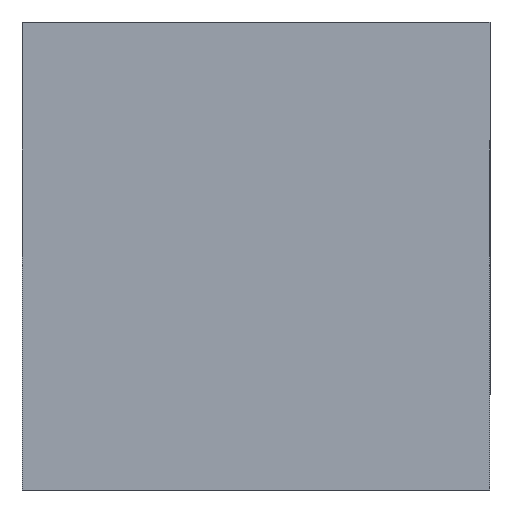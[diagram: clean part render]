
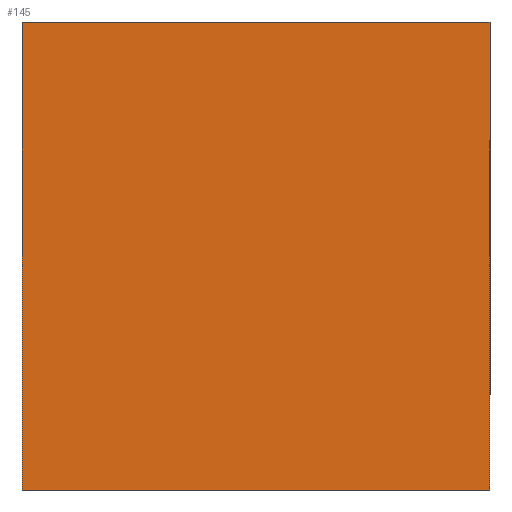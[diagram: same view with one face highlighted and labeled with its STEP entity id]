
A CAD part, front view. The second image highlights one B-rep face of the part: STEP entity #145.
In plain terms, the highlighted planar face has unit normal (0, -1, 0).
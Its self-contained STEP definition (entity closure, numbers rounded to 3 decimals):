
#5 = VERTEX_POINT ( 'NONE', #57 ) ;
#20 = CARTESIAN_POINT ( 'NONE',  ( -12.25, 0., 12.25 ) ) ;
#26 = VECTOR ( 'NONE', #255, 1000. ) ;
#39 = CARTESIAN_POINT ( 'NONE',  ( -12.25, 0., -12.25 ) ) ;
#43 = DIRECTION ( 'NONE',  ( -1., 0., 0. ) ) ;
#49 = VECTOR ( 'NONE', #43, 1000. ) ;
#57 = CARTESIAN_POINT ( 'NONE',  ( 12.25, 0., -12.25 ) ) ;
#58 = VERTEX_POINT ( 'NONE', #60 ) ;
#60 = CARTESIAN_POINT ( 'NONE',  ( 12.25, 0., 12.25 ) ) ;
#63 = EDGE_LOOP ( 'NONE', ( #185, #163, #237, #117 ) ) ;
#66 = DIRECTION ( 'NONE',  ( 0., 0., 1. ) ) ;
#71 = CARTESIAN_POINT ( 'NONE',  ( -12.25, 0., -12.25 ) ) ;
#73 = LINE ( 'NONE', #71, #49 ) ;
#85 = VERTEX_POINT ( 'NONE', #197 ) ;
#98 = LINE ( 'NONE', #20, #26 ) ;
#112 = EDGE_CURVE ( 'NONE', #143, #85, #123, .T. ) ;
#117 = ORIENTED_EDGE ( 'NONE', *, *, #196, .F. ) ;
#123 = LINE ( 'NONE', #39, #164 ) ;
#127 = VECTOR ( 'NONE', #224, 1000. ) ;
#138 = AXIS2_PLACEMENT_3D ( 'NONE', #290, #316, #66 ) ;
#143 = VERTEX_POINT ( 'NONE', #148 ) ;
#145 = ADVANCED_FACE ( 'NONE', ( #153 ), #315, .F. ) ;
#148 = CARTESIAN_POINT ( 'NONE',  ( -12.25, 0., -12.25 ) ) ;
#149 = DIRECTION ( 'NONE',  ( 0., 0., 1. ) ) ;
#153 = FACE_OUTER_BOUND ( 'NONE', #63, .T. ) ;
#157 = CARTESIAN_POINT ( 'NONE',  ( 12.25, 0., -12.25 ) ) ;
#163 = ORIENTED_EDGE ( 'NONE', *, *, #317, .F. ) ;
#164 = VECTOR ( 'NONE', #149, 1000. ) ;
#185 = ORIENTED_EDGE ( 'NONE', *, *, #246, .F. ) ;
#196 = EDGE_CURVE ( 'NONE', #5, #143, #73, .T. ) ;
#197 = CARTESIAN_POINT ( 'NONE',  ( -12.25, 0., 12.25 ) ) ;
#224 = DIRECTION ( 'NONE',  ( 0., 0., -1. ) ) ;
#237 = ORIENTED_EDGE ( 'NONE', *, *, #112, .F. ) ;
#246 = EDGE_CURVE ( 'NONE', #58, #5, #252, .T. ) ;
#252 = LINE ( 'NONE', #157, #127 ) ;
#255 = DIRECTION ( 'NONE',  ( 1., 0., 0. ) ) ;
#290 = CARTESIAN_POINT ( 'NONE',  ( 0., 0., 0. ) ) ;
#315 = PLANE ( 'NONE',  #138 ) ;
#316 = DIRECTION ( 'NONE',  ( 0., 1., 0. ) ) ;
#317 = EDGE_CURVE ( 'NONE', #85, #58, #98, .T. ) ;
